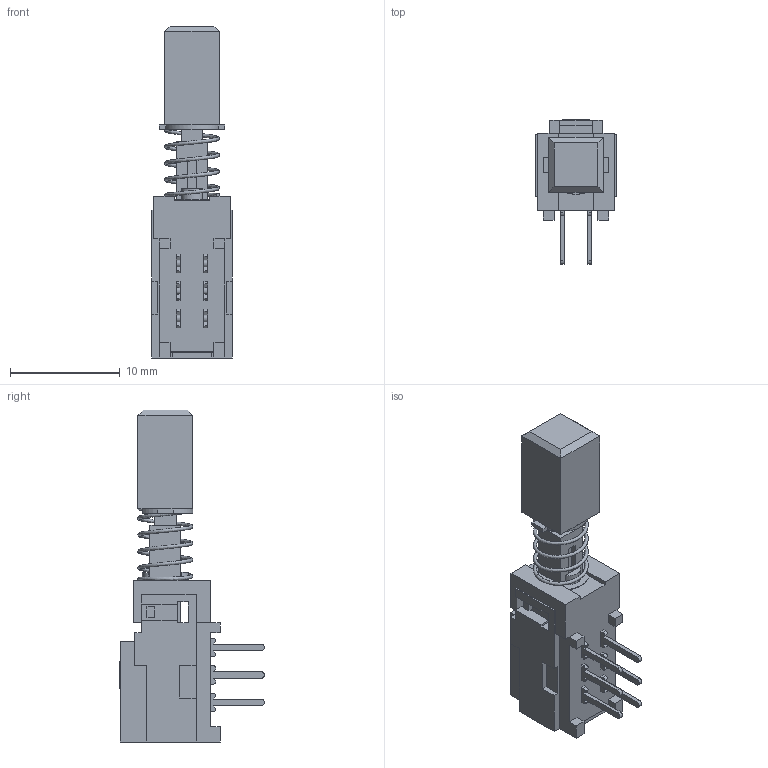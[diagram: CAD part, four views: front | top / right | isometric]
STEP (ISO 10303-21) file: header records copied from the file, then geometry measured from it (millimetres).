
FILE_DESCRIPTION((''),'2;1');
FILE_NAME('PBH2UxxNAG1Sxxx.stp','2017-07-25T09:30:54',('mroman'),(''),'Autodesk Inventor 2012','Autodesk Inventor 2012','');
FILE_SCHEMA(('CONFIG_CONTROL_DESIGN'));
Length unit declared in the file: inch
Products named in the file (1): Part59
Bounding box: 7.3 x 13.15 x 30.2 mm (x, y, z)
Volume: 718.5 mm3; surface area: 1617.8 mm2
Topology: 1 solids, 1 shells, 348 faces, 1033 edges, 673 vertices
Faces by surface type: plane 303, cylinder 34, bspline 11
Entity records: 12611 total; most frequent: CARTESIAN_POINT 3251, ORIENTED_EDGE 2070, DIRECTION 1745, EDGE_CURVE 1035, VECTOR 917, LINE 917, VERTEX_POINT 673, AXIS2_PLACEMENT_3D 414
